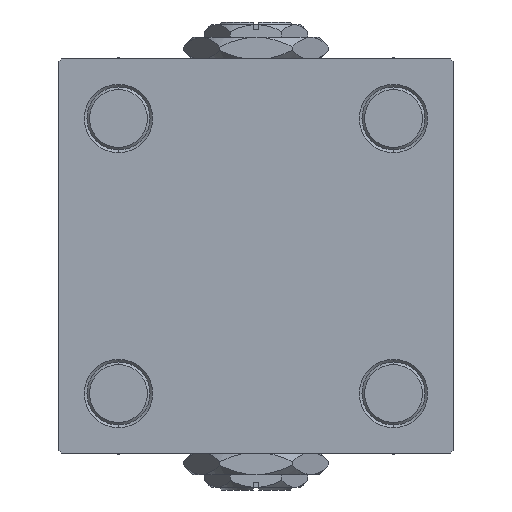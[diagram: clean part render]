
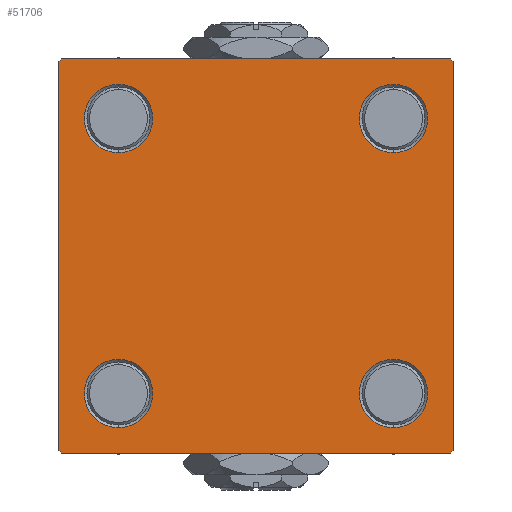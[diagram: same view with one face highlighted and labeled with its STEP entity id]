
A CAD part, left-side view. The second image highlights one B-rep face of the part: STEP entity #51706.
In plain terms, the highlighted planar face has unit normal (-1, 0, 0).
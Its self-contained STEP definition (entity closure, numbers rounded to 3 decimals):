
#15 = CIRCLE ( 'NONE', #884, 6.5 ) ;
#114 = CARTESIAN_POINT ( 'NONE',  ( 0., 37.5, -37. ) ) ;
#281 = EDGE_LOOP ( 'NONE', ( #50821, #25005 ) ) ;
#884 = AXIS2_PLACEMENT_3D ( 'NONE', #50798, #14933, #26449 ) ;
#885 = EDGE_LOOP ( 'NONE', ( #16115, #18422 ) ) ;
#1214 = DIRECTION ( 'NONE',  ( 0., 0.707, -0.707 ) ) ;
#1516 = EDGE_CURVE ( 'NONE', #49546, #32980, #27220, .T. ) ;
#2004 = VERTEX_POINT ( 'NONE', #42536 ) ;
#2033 = FACE_BOUND ( 'NONE', #8912, .T. ) ;
#2517 = DIRECTION ( 'NONE',  ( 1., 0., 0. ) ) ;
#2688 = EDGE_CURVE ( 'NONE', #24597, #5534, #43214, .T. ) ;
#3074 = DIRECTION ( 'NONE',  ( 0., -1., 0. ) ) ;
#3798 = VECTOR ( 'NONE', #50195, 1000. ) ;
#3917 = CARTESIAN_POINT ( 'NONE',  ( 0., -26.15, -32.65 ) ) ;
#4745 = CARTESIAN_POINT ( 'NONE',  ( 0., 37.25, -37.25 ) ) ;
#4789 = ORIENTED_EDGE ( 'NONE', *, *, #1516, .T. ) ;
#5534 = VERTEX_POINT ( 'NONE', #3917 ) ;
#5809 = VERTEX_POINT ( 'NONE', #30834 ) ;
#6218 = DIRECTION ( 'NONE',  ( -1., 0., 0. ) ) ;
#6285 = EDGE_CURVE ( 'NONE', #49546, #9097, #18107, .T. ) ;
#6301 = CIRCLE ( 'NONE', #38071, 6.5 ) ;
#7467 = VERTEX_POINT ( 'NONE', #38539 ) ;
#8102 = DIRECTION ( 'NONE',  ( 0., 0., 1. ) ) ;
#8912 = EDGE_LOOP ( 'NONE', ( #30717, #10823 ) ) ;
#9097 = VERTEX_POINT ( 'NONE', #35292 ) ;
#9872 = LINE ( 'NONE', #41791, #16775 ) ;
#10140 = FACE_OUTER_BOUND ( 'NONE', #17288, .T. ) ;
#10823 = ORIENTED_EDGE ( 'NONE', *, *, #23712, .T. ) ;
#11096 = ORIENTED_EDGE ( 'NONE', *, *, #6285, .F. ) ;
#11507 = DIRECTION ( 'NONE',  ( 0., 0., -1. ) ) ;
#12160 = CARTESIAN_POINT ( 'NONE',  ( 0., 26.15, 19.65 ) ) ;
#12496 = CARTESIAN_POINT ( 'NONE',  ( 0., 37., 37.5 ) ) ;
#12811 = DIRECTION ( 'NONE',  ( 0., 0., 1. ) ) ;
#13502 = CARTESIAN_POINT ( 'NONE',  ( 0., 37.25, 37.25 ) ) ;
#13793 = ORIENTED_EDGE ( 'NONE', *, *, #28058, .F. ) ;
#13935 = VERTEX_POINT ( 'NONE', #23813 ) ;
#14063 = FACE_BOUND ( 'NONE', #885, .T. ) ;
#14933 = DIRECTION ( 'NONE',  ( 1., 0., 0. ) ) ;
#15048 = AXIS2_PLACEMENT_3D ( 'NONE', #34196, #2517, #30528 ) ;
#15086 = ORIENTED_EDGE ( 'NONE', *, *, #16176, .T. ) ;
#16046 = DIRECTION ( 'NONE',  ( 0., 0., 1. ) ) ;
#16115 = ORIENTED_EDGE ( 'NONE', *, *, #19510, .T. ) ;
#16176 = EDGE_CURVE ( 'NONE', #41228, #5809, #28569, .T. ) ;
#16505 = EDGE_CURVE ( 'NONE', #46836, #9097, #34228, .T. ) ;
#16775 = VECTOR ( 'NONE', #39684, 1000. ) ;
#16845 = EDGE_CURVE ( 'NONE', #5534, #24597, #28892, .T. ) ;
#17073 = LINE ( 'NONE', #36220, #36758 ) ;
#17275 = EDGE_CURVE ( 'NONE', #38111, #13935, #25418, .T. ) ;
#17288 = EDGE_LOOP ( 'NONE', ( #48101, #15086, #36088, #26925, #11096, #4789, #13793, #33896 ) ) ;
#17334 = DIRECTION ( 'NONE',  ( 1., 0., 0. ) ) ;
#17365 = CARTESIAN_POINT ( 'NONE',  ( 0., 26.15, 26.15 ) ) ;
#18107 = LINE ( 'NONE', #35326, #43564 ) ;
#18422 = ORIENTED_EDGE ( 'NONE', *, *, #41239, .T. ) ;
#18984 = CIRCLE ( 'NONE', #48241, 6.5 ) ;
#19510 = EDGE_CURVE ( 'NONE', #34180, #33603, #6301, .T. ) ;
#19684 = ORIENTED_EDGE ( 'NONE', *, *, #16845, .T. ) ;
#19788 = CARTESIAN_POINT ( 'NONE',  ( 0., 37.5, 37.5 ) ) ;
#20436 = FACE_BOUND ( 'NONE', #49020, .T. ) ;
#20935 = CARTESIAN_POINT ( 'NONE',  ( 0., -37., 37.5 ) ) ;
#21036 = DIRECTION ( 'NONE',  ( 0., 0., 1. ) ) ;
#21202 = DIRECTION ( 'NONE',  ( 0., -0.707, -0.707 ) ) ;
#23289 = VECTOR ( 'NONE', #3074, 1000. ) ;
#23712 = EDGE_CURVE ( 'NONE', #2004, #7467, #18984, .T. ) ;
#23813 = CARTESIAN_POINT ( 'NONE',  ( 0., 26.15, -19.65 ) ) ;
#23877 = CARTESIAN_POINT ( 'NONE',  ( 0., -26.15, -19.65 ) ) ;
#23900 = CARTESIAN_POINT ( 'NONE',  ( 0., -26.15, -26.15 ) ) ;
#24597 = VERTEX_POINT ( 'NONE', #23877 ) ;
#25005 = ORIENTED_EDGE ( 'NONE', *, *, #17275, .T. ) ;
#25418 = CIRCLE ( 'NONE', #44680, 6.5 ) ;
#26449 = DIRECTION ( 'NONE',  ( 0., 0., 1. ) ) ;
#26925 = ORIENTED_EDGE ( 'NONE', *, *, #16505, .T. ) ;
#27204 = CARTESIAN_POINT ( 'NONE',  ( 0., 26.15, 32.65 ) ) ;
#27220 = LINE ( 'NONE', #38487, #32227 ) ;
#27418 = DIRECTION ( 'NONE',  ( 1., 0., 0. ) ) ;
#27991 = DIRECTION ( 'NONE',  ( 1., 0., 0. ) ) ;
#28058 = EDGE_CURVE ( 'NONE', #28993, #32980, #31854, .T. ) ;
#28252 = CARTESIAN_POINT ( 'NONE',  ( 0., 26.15, -26.15 ) ) ;
#28305 = DIRECTION ( 'NONE',  ( 0., 0., 1. ) ) ;
#28569 = LINE ( 'NONE', #4745, #28767 ) ;
#28767 = VECTOR ( 'NONE', #21202, 1000. ) ;
#28892 = CIRCLE ( 'NONE', #31265, 6.5 ) ;
#28993 = VERTEX_POINT ( 'NONE', #12496 ) ;
#29129 = DIRECTION ( 'NONE',  ( 0., -1., 0. ) ) ;
#29204 = AXIS2_PLACEMENT_3D ( 'NONE', #45101, #17334, #32822 ) ;
#30037 = PLANE ( 'NONE',  #41209 ) ;
#30041 = CARTESIAN_POINT ( 'NONE',  ( 0., -37.25, -37.25 ) ) ;
#30528 = DIRECTION ( 'NONE',  ( 0., 0., 1. ) ) ;
#30717 = ORIENTED_EDGE ( 'NONE', *, *, #42584, .T. ) ;
#30834 = CARTESIAN_POINT ( 'NONE',  ( 0., 37., -37.5 ) ) ;
#30940 = CIRCLE ( 'NONE', #15048, 6.5 ) ;
#31027 = CARTESIAN_POINT ( 'NONE',  ( 0., -37., -37.5 ) ) ;
#31265 = AXIS2_PLACEMENT_3D ( 'NONE', #23900, #39870, #16046 ) ;
#31397 = EDGE_CURVE ( 'NONE', #13935, #38111, #30940, .T. ) ;
#31854 = LINE ( 'NONE', #19788, #23289 ) ;
#32196 = DIRECTION ( 'NONE',  ( 1., 0., 0. ) ) ;
#32227 = VECTOR ( 'NONE', #46082, 1000. ) ;
#32822 = DIRECTION ( 'NONE',  ( 0., 0., 1. ) ) ;
#32980 = VERTEX_POINT ( 'NONE', #20935 ) ;
#33603 = VERTEX_POINT ( 'NONE', #12160 ) ;
#33654 = LINE ( 'NONE', #13502, #44443 ) ;
#33896 = ORIENTED_EDGE ( 'NONE', *, *, #45828, .T. ) ;
#34180 = VERTEX_POINT ( 'NONE', #27204 ) ;
#34196 = CARTESIAN_POINT ( 'NONE',  ( 0., 26.15, -26.15 ) ) ;
#34228 = LINE ( 'NONE', #30041, #3798 ) ;
#34238 = CIRCLE ( 'NONE', #29204, 6.5 ) ;
#35292 = CARTESIAN_POINT ( 'NONE',  ( 0., -37.5, -37. ) ) ;
#35326 = CARTESIAN_POINT ( 'NONE',  ( 0., -37.5, 37.5 ) ) ;
#35795 = CARTESIAN_POINT ( 'NONE',  ( 0., -26.15, -26.15 ) ) ;
#36088 = ORIENTED_EDGE ( 'NONE', *, *, #36608, .T. ) ;
#36220 = CARTESIAN_POINT ( 'NONE',  ( 0., 37.5, -37.5 ) ) ;
#36608 = EDGE_CURVE ( 'NONE', #5809, #46836, #17073, .T. ) ;
#36758 = VECTOR ( 'NONE', #29129, 1000. ) ;
#37026 = DIRECTION ( 'NONE',  ( 1., 0., 0. ) ) ;
#38071 = AXIS2_PLACEMENT_3D ( 'NONE', #17365, #37026, #21036 ) ;
#38111 = VERTEX_POINT ( 'NONE', #51202 ) ;
#38487 = CARTESIAN_POINT ( 'NONE',  ( 0., -37.25, 37.25 ) ) ;
#38539 = CARTESIAN_POINT ( 'NONE',  ( 0., -26.15, 32.65 ) ) ;
#39031 = AXIS2_PLACEMENT_3D ( 'NONE', #35795, #27418, #44431 ) ;
#39684 = DIRECTION ( 'NONE',  ( 0., 0., -1. ) ) ;
#39841 = ORIENTED_EDGE ( 'NONE', *, *, #2688, .T. ) ;
#39870 = DIRECTION ( 'NONE',  ( 1., 0., 0. ) ) ;
#41209 = AXIS2_PLACEMENT_3D ( 'NONE', #42058, #6218, #28305 ) ;
#41228 = VERTEX_POINT ( 'NONE', #114 ) ;
#41239 = EDGE_CURVE ( 'NONE', #33603, #34180, #34238, .T. ) ;
#41791 = CARTESIAN_POINT ( 'NONE',  ( 0., 37.5, 37.5 ) ) ;
#42058 = CARTESIAN_POINT ( 'NONE',  ( 0., 0., 0. ) ) ;
#42536 = CARTESIAN_POINT ( 'NONE',  ( 0., -26.15, 19.65 ) ) ;
#42584 = EDGE_CURVE ( 'NONE', #7467, #2004, #15, .T. ) ;
#43214 = CIRCLE ( 'NONE', #39031, 6.5 ) ;
#43564 = VECTOR ( 'NONE', #11507, 1000. ) ;
#43949 = EDGE_CURVE ( 'NONE', #51033, #41228, #9872, .T. ) ;
#44431 = DIRECTION ( 'NONE',  ( 0., 0., 1. ) ) ;
#44443 = VECTOR ( 'NONE', #1214, 1000. ) ;
#44680 = AXIS2_PLACEMENT_3D ( 'NONE', #28252, #27991, #8102 ) ;
#45101 = CARTESIAN_POINT ( 'NONE',  ( 0., 26.15, 26.15 ) ) ;
#45511 = CARTESIAN_POINT ( 'NONE',  ( 0., 37.5, 37. ) ) ;
#45828 = EDGE_CURVE ( 'NONE', #28993, #51033, #33654, .T. ) ;
#46082 = DIRECTION ( 'NONE',  ( 0., 0.707, 0.707 ) ) ;
#46836 = VERTEX_POINT ( 'NONE', #31027 ) ;
#48101 = ORIENTED_EDGE ( 'NONE', *, *, #43949, .T. ) ;
#48210 = FACE_BOUND ( 'NONE', #281, .T. ) ;
#48241 = AXIS2_PLACEMENT_3D ( 'NONE', #48677, #32196, #12811 ) ;
#48677 = CARTESIAN_POINT ( 'NONE',  ( 0., -26.15, 26.15 ) ) ;
#49020 = EDGE_LOOP ( 'NONE', ( #39841, #19684 ) ) ;
#49546 = VERTEX_POINT ( 'NONE', #49563 ) ;
#49563 = CARTESIAN_POINT ( 'NONE',  ( 0., -37.5, 37. ) ) ;
#50195 = DIRECTION ( 'NONE',  ( 0., -0.707, 0.707 ) ) ;
#50798 = CARTESIAN_POINT ( 'NONE',  ( 0., -26.15, 26.15 ) ) ;
#50821 = ORIENTED_EDGE ( 'NONE', *, *, #31397, .T. ) ;
#51033 = VERTEX_POINT ( 'NONE', #45511 ) ;
#51202 = CARTESIAN_POINT ( 'NONE',  ( 0., 26.15, -32.65 ) ) ;
#51706 = ADVANCED_FACE ( 'NONE', ( #2033, #20436, #48210, #14063, #10140 ), #30037, .T. ) ;
